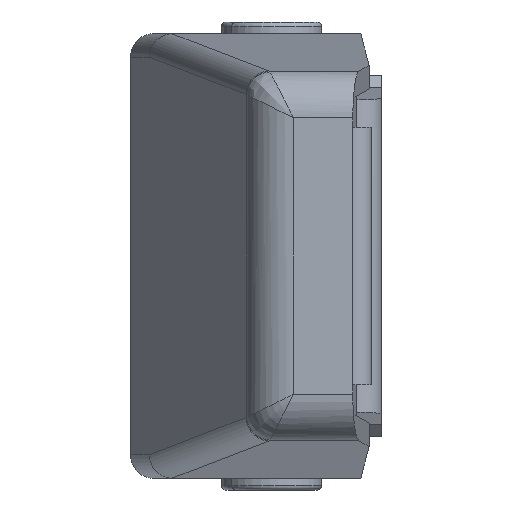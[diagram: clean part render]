
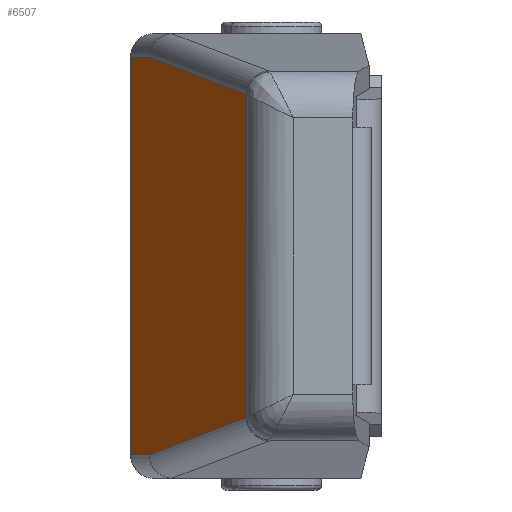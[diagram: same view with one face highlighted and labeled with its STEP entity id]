
A CAD part, left-side view. The second image highlights one B-rep face of the part: STEP entity #6507.
In plain terms, the highlighted face is planar.
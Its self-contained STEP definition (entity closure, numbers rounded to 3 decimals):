
#27 = CARTESIAN_POINT ( 'NONE',  ( -24.364, 1.803, 6.886 ) ) ;
#28 = CARTESIAN_POINT ( 'NONE',  ( -24.262, 1.822, 6.9 ) ) ;
#30 = CARTESIAN_POINT ( 'NONE',  ( -4.172, 5.545, 8.5 ) ) ;
#31 = CARTESIAN_POINT ( 'NONE',  ( -4.172, 5.545, -8.5 ) ) ;
#102 = CARTESIAN_POINT ( 'NONE',  ( -24.262, 1.822, -6.9 ) ) ;
#104 = CARTESIAN_POINT ( 'NONE',  ( -0.3, 6.263, 8.5 ) ) ;
#286 = VERTEX_POINT ( 'NONE', #1868 ) ;
#574 = EDGE_CURVE ( 'NONE', #2821, #286, #1249, .T. ) ;
#1021 = CARTESIAN_POINT ( 'NONE',  ( -24.364, 1.803, -6.886 ) ) ;
#1249 = LINE ( 'NONE', #2275, #4406 ) ;
#1570 = VERTEX_POINT ( 'NONE', #1021 ) ;
#1635 = VERTEX_POINT ( 'NONE', #27 ) ;
#1636 = VERTEX_POINT ( 'NONE', #28 ) ;
#1638 = VERTEX_POINT ( 'NONE', #30 ) ;
#1640 = VERTEX_POINT ( 'NONE', #31 ) ;
#1720 = ORIENTED_EDGE ( 'NONE', *, *, #5819, .T. ) ;
#1725 = ORIENTED_EDGE ( 'NONE', *, *, #5821, .T. ) ;
#1728 = ORIENTED_EDGE ( 'NONE', *, *, #574, .T. ) ;
#1729 = ORIENTED_EDGE ( 'NONE', *, *, #5823, .T. ) ;
#1730 = ORIENTED_EDGE ( 'NONE', *, *, #5822, .T. ) ;
#1732 = ORIENTED_EDGE ( 'NONE', *, *, #5817, .T. ) ;
#1733 = ORIENTED_EDGE ( 'NONE', *, *, #5820, .T. ) ;
#1736 = ORIENTED_EDGE ( 'NONE', *, *, #5815, .T. ) ;
#1739 = VERTEX_POINT ( 'NONE', #102 ) ;
#1868 = CARTESIAN_POINT ( 'NONE',  ( -0.3, 6.263, -8.5 ) ) ;
#2129 = CARTESIAN_POINT ( 'NONE',  ( -24.364, 1.803, 6.886 ) ) ;
#2130 = CARTESIAN_POINT ( 'NONE',  ( -24.33, 1.809, 6.893 ) ) ;
#2131 = CARTESIAN_POINT ( 'NONE',  ( -24.296, 1.816, 6.897 ) ) ;
#2132 = CARTESIAN_POINT ( 'NONE',  ( -24.262, 1.822, 6.9 ) ) ;
#2135 = CARTESIAN_POINT ( 'NONE',  ( -24.262, 1.822, -6.9 ) ) ;
#2136 = CARTESIAN_POINT ( 'NONE',  ( -24.296, 1.816, -6.897 ) ) ;
#2137 = CARTESIAN_POINT ( 'NONE',  ( -24.33, 1.809, -6.893 ) ) ;
#2138 = CARTESIAN_POINT ( 'NONE',  ( -24.364, 1.803, -6.886 ) ) ;
#2142 = CARTESIAN_POINT ( 'NONE',  ( -24.364, 1.803, 9.5 ) ) ;
#2143 = DIRECTION ( 'NONE',  ( 0., 0., 1. ) ) ;
#2144 = CARTESIAN_POINT ( 'NONE',  ( -27.245, 1.269, -6.662 ) ) ;
#2145 = DIRECTION ( 'NONE',  ( -0.98, -0.182, 0.078 ) ) ;
#2146 = CARTESIAN_POINT ( 'NONE',  ( -25.79, 1.539, 6.778 ) ) ;
#2147 = DIRECTION ( 'NONE',  ( 0.98, 0.182, 0.078 ) ) ;
#2148 = CARTESIAN_POINT ( 'NONE',  ( -26., 1.5, -8.5 ) ) ;
#2149 = DIRECTION ( 'NONE',  ( -0.983, -0.182, 0. ) ) ;
#2150 = CARTESIAN_POINT ( 'NONE',  ( -0.3, 6.263, 8.5 ) ) ;
#2151 = DIRECTION ( 'NONE',  ( 0.983, 0.182, 0. ) ) ;
#2275 = CARTESIAN_POINT ( 'NONE',  ( -0.3, 6.263, 9.5 ) ) ;
#2277 = DIRECTION ( 'NONE',  ( 0., 0., -1. ) ) ;
#2807 =( BOUNDED_CURVE ( )  B_SPLINE_CURVE ( 3, ( #2129, #2130, #2131, #2132 ),
 .UNSPECIFIED., .F., .F. ) 
 B_SPLINE_CURVE_WITH_KNOTS ( ( 4, 4 ),
 ( 4.529, 4.633 ),
 .UNSPECIFIED. ) 
 CURVE ( )  GEOMETRIC_REPRESENTATION_ITEM ( )  RATIONAL_B_SPLINE_CURVE ( ( 1., 0.999, 0.999, 1. ) ) 
 REPRESENTATION_ITEM ( '' )  );
#2813 =( BOUNDED_CURVE ( )  B_SPLINE_CURVE ( 3, ( #2135, #2136, #2137, #2138 ),
 .UNSPECIFIED., .F., .T. ) 
 B_SPLINE_CURVE_WITH_KNOTS ( ( 4, 4 ),
 ( 1.65, 1.754 ),
 .UNSPECIFIED. ) 
 CURVE ( )  GEOMETRIC_REPRESENTATION_ITEM ( )  RATIONAL_B_SPLINE_CURVE ( ( 1., 0.999, 0.999, 1. ) ) 
 REPRESENTATION_ITEM ( '' )  );
#2821 = VERTEX_POINT ( 'NONE', #104 ) ;
#3807 = LINE ( 'NONE', #2142, #6695 ) ;
#3808 = LINE ( 'NONE', #2144, #6593 ) ;
#3809 = LINE ( 'NONE', #2146, #6606 ) ;
#3810 = LINE ( 'NONE', #2148, #6701 ) ;
#3811 = LINE ( 'NONE', #2150, #6688 ) ;
#4143 = FACE_OUTER_BOUND ( 'NONE', #5541, .T. ) ;
#4406 = VECTOR ( 'NONE', #2277, 1000. ) ;
#5265 = AXIS2_PLACEMENT_3D ( 'NONE', #5959, #5960, #5961 ) ;
#5541 = EDGE_LOOP ( 'NONE', ( #1720, #1736, #1725, #1729, #1728, #1730, #1733, #1732 ) ) ;
#5815 = EDGE_CURVE ( 'NONE', #1635, #1636, #2807, .T. ) ;
#5817 = EDGE_CURVE ( 'NONE', #1739, #1570, #2813, .T. ) ;
#5819 = EDGE_CURVE ( 'NONE', #1570, #1635, #3807, .T. ) ;
#5820 = EDGE_CURVE ( 'NONE', #1640, #1739, #3808, .T. ) ;
#5821 = EDGE_CURVE ( 'NONE', #1636, #1638, #3809, .T. ) ;
#5822 = EDGE_CURVE ( 'NONE', #286, #1640, #3810, .T. ) ;
#5823 = EDGE_CURVE ( 'NONE', #1638, #2821, #3811, .T. ) ;
#5958 = PLANE ( 'NONE',  #5265 ) ;
#5959 = CARTESIAN_POINT ( 'NONE',  ( -26., 1.5, 9.5 ) ) ;
#5960 = DIRECTION ( 'NONE',  ( 0.182, -0.983, 0. ) ) ;
#5961 = DIRECTION ( 'NONE',  ( 0.983, 0.182, 0. ) ) ;
#6507 = ADVANCED_FACE ( 'NONE', ( #4143 ), #5958, .F. ) ;
#6593 = VECTOR ( 'NONE', #2145, 1000. ) ;
#6606 = VECTOR ( 'NONE', #2147, 1000. ) ;
#6688 = VECTOR ( 'NONE', #2151, 1000. ) ;
#6695 = VECTOR ( 'NONE', #2143, 1000. ) ;
#6701 = VECTOR ( 'NONE', #2149, 1000. ) ;
